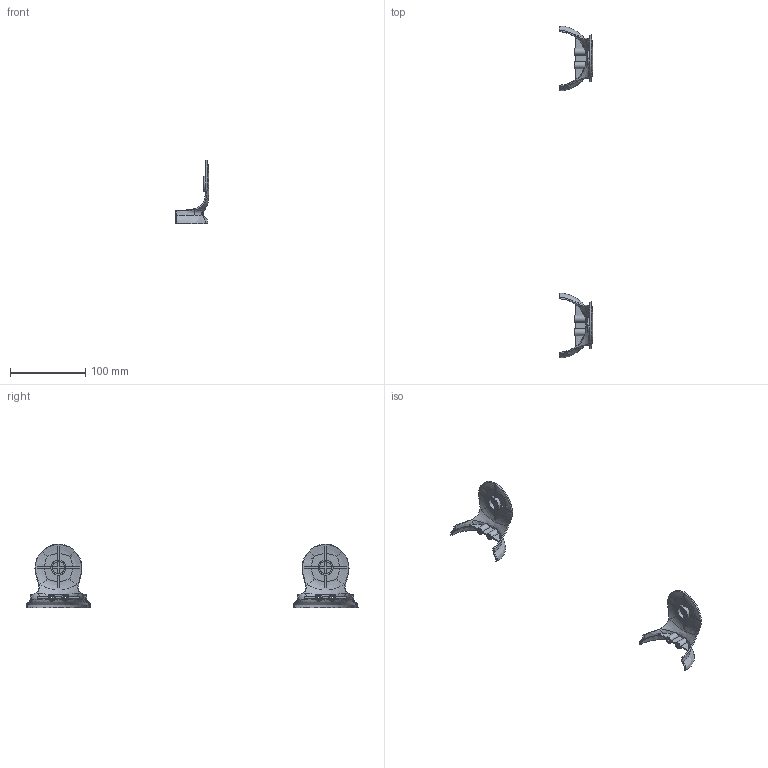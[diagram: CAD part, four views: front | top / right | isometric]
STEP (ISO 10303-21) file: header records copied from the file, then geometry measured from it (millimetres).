
FILE_DESCRIPTION(/* description */ (''),/* implementation_level */ '2;1');
FILE_NAME(/* name */ 'Upper_Arm_Top_Rear.stp',/* time_stamp */ '2025-05-16T17:55:17+08:00',/* author */ (''),/* organization */ (''),/* preprocessor_version */ 'ST-DEVELOPER v19.2',/* originating_system */ 'Rhino 8.17',/* authorisation */ '');
FILE_SCHEMA (('CONFIG_CONTROL_DESIGN'));
Length unit declared in the file: centimetre
Products named in the file (1): Document
Bounding box: 44.12 x 441.97 x 84.73 mm (x, y, z)
Volume: 28949.3 mm3; surface area: 35878.4 mm2
Topology: 20 solids, 20 shells, 272 faces, 672 edges, 414 vertices
Faces by surface type: plane 112, bspline 102, cylinder 58
Entity records: 30126 total; most frequent: CARTESIAN_POINT 25342, ORIENTED_EDGE 1344, EDGE_CURVE 672, B_SPLINE_CURVE_WITH_KNOTS 516, VERTEX_POINT 414, DIRECTION 288, EDGE_LOOP 274, ADVANCED_FACE 272
